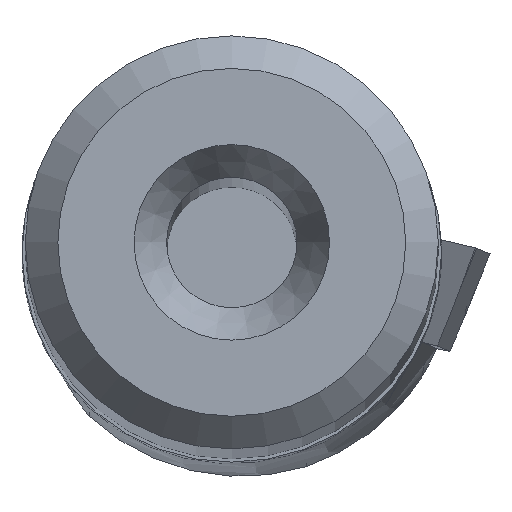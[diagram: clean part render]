
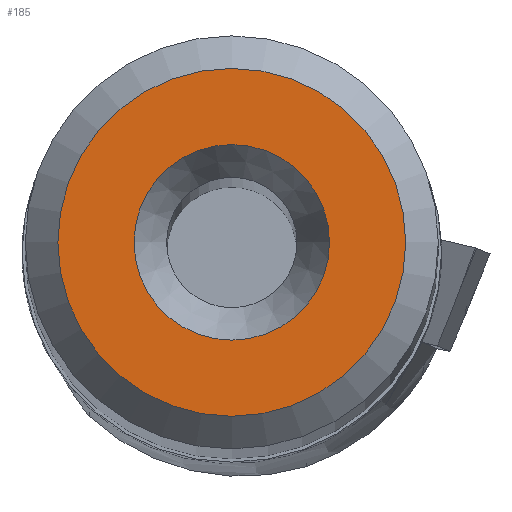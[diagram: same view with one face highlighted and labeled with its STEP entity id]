
A CAD part, top view. The second image highlights one B-rep face of the part: STEP entity #185.
In plain terms, the highlighted planar face has unit normal (0, 0, 1).
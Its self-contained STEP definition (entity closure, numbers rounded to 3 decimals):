
#185=ADVANCED_FACE('',(#242,#243),#215,.T.);
#215=PLANE('',#923);
#242=FACE_BOUND('',#287,.T.);
#243=FACE_BOUND('',#288,.T.);
#287=EDGE_LOOP('',(#465));
#288=EDGE_LOOP('',(#466));
#324=CIRCLE('',#921,2.669);
#325=CIRCLE('',#922,1.5);
#465=ORIENTED_EDGE('',*,*,#672,.F.);
#466=ORIENTED_EDGE('',*,*,#673,.F.);
#583=VERTEX_POINT('',#1430);
#584=VERTEX_POINT('',#1432);
#672=EDGE_CURVE('',#583,#583,#324,.T.);
#673=EDGE_CURVE('',#584,#584,#325,.T.);
#921=AXIS2_PLACEMENT_3D('',#1429,#1123,#1124);
#922=AXIS2_PLACEMENT_3D('',#1431,#1125,#1126);
#923=AXIS2_PLACEMENT_3D('',#1433,#1127,#1128);
#1123=DIRECTION('',(0.,0.,-1.));
#1124=DIRECTION('',(-1.,0.,0.));
#1125=DIRECTION('',(0.,0.,1.));
#1126=DIRECTION('',(1.,0.,0.));
#1127=DIRECTION('',(0.,0.,1.));
#1128=DIRECTION('',(-1.,0.,0.));
#1429=CARTESIAN_POINT('',(0.,0.,0.));
#1430=CARTESIAN_POINT('',(-2.669,0.,0.));
#1431=CARTESIAN_POINT('',(0.,0.,0.));
#1432=CARTESIAN_POINT('',(1.5,0.,0.));
#1433=CARTESIAN_POINT('',(0.,0.,0.));
